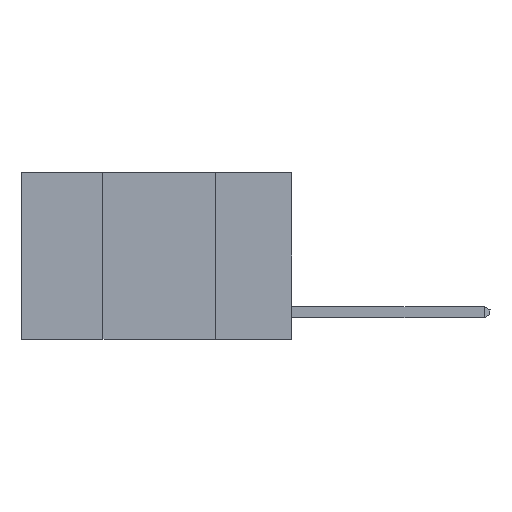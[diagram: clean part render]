
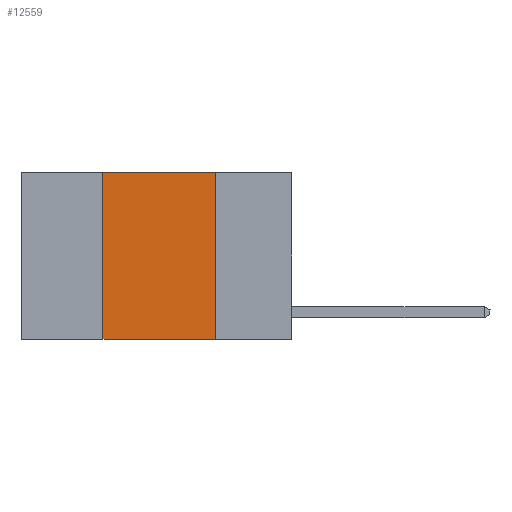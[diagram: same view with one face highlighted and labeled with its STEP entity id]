
A CAD part, left-side view. The second image highlights one B-rep face of the part: STEP entity #12559.
In plain terms, the highlighted planar face has unit normal (-1, 0, 0).
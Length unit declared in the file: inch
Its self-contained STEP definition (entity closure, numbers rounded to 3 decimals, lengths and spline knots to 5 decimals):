
#16 = DIRECTION ( 'NONE',  ( 0., -1., 0. ) ) ;
#183 = VERTEX_POINT ( 'NONE', #4543 ) ;
#741 = CARTESIAN_POINT ( 'NONE',  ( 0., 0.6, -0.37 ) ) ;
#859 = PLANE ( 'NONE',  #13183 ) ;
#1245 = EDGE_LOOP ( 'NONE', ( #7379, #6115, #5092, #13760 ) ) ;
#1768 = VECTOR ( 'NONE', #3697, 39.37008 ) ;
#2196 = CARTESIAN_POINT ( 'NONE',  ( 0., 0.6, 0. ) ) ;
#2200 = CARTESIAN_POINT ( 'NONE',  ( 0., 0.42, -0.37 ) ) ;
#2693 = CARTESIAN_POINT ( 'NONE',  ( 0., 0.17, 0. ) ) ;
#3659 = VERTEX_POINT ( 'NONE', #5324 ) ;
#3697 = DIRECTION ( 'NONE',  ( 0., 0., -1. ) ) ;
#4543 = CARTESIAN_POINT ( 'NONE',  ( 0., 0.17, 0. ) ) ;
#4768 = EDGE_CURVE ( 'NONE', #8127, #12439, #15573, .T. ) ;
#5092 = ORIENTED_EDGE ( 'NONE', *, *, #7293, .F. ) ;
#5324 = CARTESIAN_POINT ( 'NONE',  ( 0., 0.42, 0. ) ) ;
#6115 = ORIENTED_EDGE ( 'NONE', *, *, #9128, .F. ) ;
#6464 = LINE ( 'NONE', #2693, #1768 ) ;
#7293 = EDGE_CURVE ( 'NONE', #8127, #3659, #9509, .T. ) ;
#7379 = ORIENTED_EDGE ( 'NONE', *, *, #9925, .F. ) ;
#7903 = CARTESIAN_POINT ( 'NONE',  ( 0., 0.42, 0. ) ) ;
#8127 = VERTEX_POINT ( 'NONE', #2200 ) ;
#8420 = DIRECTION ( 'NONE',  ( 0., -1., 0. ) ) ;
#9097 = DIRECTION ( 'NONE',  ( 0., 0., 1. ) ) ;
#9128 = EDGE_CURVE ( 'NONE', #3659, #183, #12557, .T. ) ;
#9509 = LINE ( 'NONE', #7903, #12409 ) ;
#9673 = CARTESIAN_POINT ( 'NONE',  ( 0., 0.6, 0. ) ) ;
#9925 = EDGE_CURVE ( 'NONE', #183, #12439, #6464, .T. ) ;
#10770 = DIRECTION ( 'NONE',  ( 0., 0., -1. ) ) ;
#12115 = DIRECTION ( 'NONE',  ( 1., 0., 0. ) ) ;
#12304 = VECTOR ( 'NONE', #8420, 39.37008 ) ;
#12409 = VECTOR ( 'NONE', #9097, 39.37008 ) ;
#12439 = VERTEX_POINT ( 'NONE', #15554 ) ;
#12557 = LINE ( 'NONE', #9673, #14675 ) ;
#12559 = ADVANCED_FACE ( 'NONE', ( #15825 ), #859, .F. ) ;
#13183 = AXIS2_PLACEMENT_3D ( 'NONE', #2196, #12115, #10770 ) ;
#13760 = ORIENTED_EDGE ( 'NONE', *, *, #4768, .T. ) ;
#14675 = VECTOR ( 'NONE', #16, 39.37008 ) ;
#15554 = CARTESIAN_POINT ( 'NONE',  ( 0., 0.17, -0.37 ) ) ;
#15573 = LINE ( 'NONE', #741, #12304 ) ;
#15825 = FACE_OUTER_BOUND ( 'NONE', #1245, .T. ) ;
